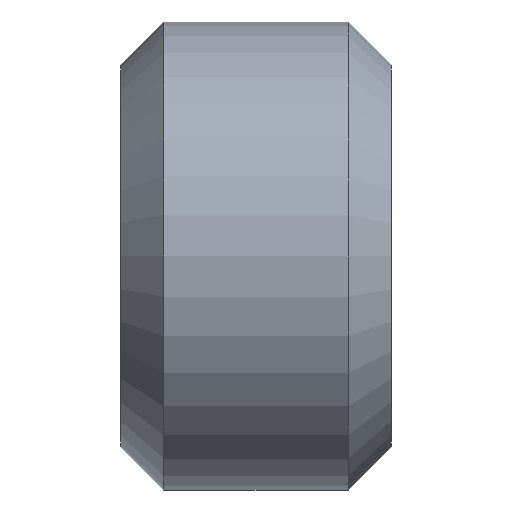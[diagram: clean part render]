
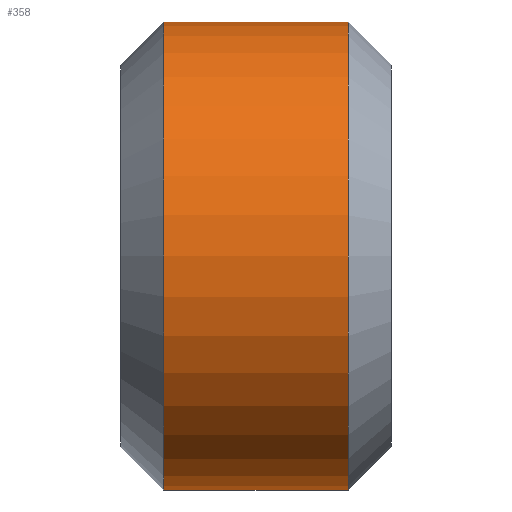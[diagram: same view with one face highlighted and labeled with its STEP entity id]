
A CAD part, front view. The second image highlights one B-rep face of the part: STEP entity #358.
In plain terms, the highlighted cylindrical face has radius 7.615 mm (diameter 15.23 mm), a full revolution.
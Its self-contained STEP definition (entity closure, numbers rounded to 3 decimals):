
#56=LINE('',#652,#68);
#68=VECTOR('',#540,7.615);
#79=CYLINDRICAL_SURFACE('',#423,7.615);
#100=FACE_OUTER_BOUND('',#132,.T.);
#132=EDGE_LOOP('',(#306,#307,#308,#309,#310,#311));
#165=CIRCLE('',#420,7.615);
#166=CIRCLE('',#421,7.615);
#168=CIRCLE('',#424,7.615);
#169=CIRCLE('',#425,7.615);
#193=VERTEX_POINT('',#640);
#194=VERTEX_POINT('',#641);
#196=VERTEX_POINT('',#648);
#197=VERTEX_POINT('',#649);
#231=EDGE_CURVE('',#193,#194,#165,.T.);
#232=EDGE_CURVE('',#194,#193,#166,.T.);
#235=EDGE_CURVE('',#196,#197,#168,.T.);
#236=EDGE_CURVE('',#197,#196,#169,.T.);
#237=EDGE_CURVE('',#197,#194,#56,.T.);
#306=ORIENTED_EDGE('',*,*,#235,.F.);
#307=ORIENTED_EDGE('',*,*,#236,.F.);
#308=ORIENTED_EDGE('',*,*,#237,.T.);
#309=ORIENTED_EDGE('',*,*,#231,.F.);
#310=ORIENTED_EDGE('',*,*,#232,.F.);
#311=ORIENTED_EDGE('',*,*,#237,.F.);
#358=ADVANCED_FACE('',(#100),#79,.T.);
#420=AXIS2_PLACEMENT_3D('',#642,#527,#528);
#421=AXIS2_PLACEMENT_3D('',#643,#529,#530);
#423=AXIS2_PLACEMENT_3D('',#647,#534,#535);
#424=AXIS2_PLACEMENT_3D('',#650,#536,#537);
#425=AXIS2_PLACEMENT_3D('',#651,#538,#539);
#527=DIRECTION('center_axis',(1.,0.,0.));
#528=DIRECTION('ref_axis',(0.,0.,-1.));
#529=DIRECTION('center_axis',(1.,0.,0.));
#530=DIRECTION('ref_axis',(0.,0.,-1.));
#534=DIRECTION('center_axis',(-1.,0.,0.));
#535=DIRECTION('ref_axis',(0.,0.,1.));
#536=DIRECTION('center_axis',(-1.,0.,0.));
#537=DIRECTION('ref_axis',(0.,0.,-1.));
#538=DIRECTION('center_axis',(-1.,0.,0.));
#539=DIRECTION('ref_axis',(0.,0.,-1.));
#540=DIRECTION('',(1.,0.,0.));
#640=CARTESIAN_POINT('',(7.4,0.,7.615));
#641=CARTESIAN_POINT('',(7.4,0.,-7.615));
#642=CARTESIAN_POINT('Origin',(7.4,0.,0.));
#643=CARTESIAN_POINT('Origin',(7.4,0.,0.));
#647=CARTESIAN_POINT('Origin',(4.4,0.,0.));
#648=CARTESIAN_POINT('',(1.4,0.,7.615));
#649=CARTESIAN_POINT('',(1.4,0.,-7.615));
#650=CARTESIAN_POINT('Origin',(1.4,0.,0.));
#651=CARTESIAN_POINT('Origin',(1.4,0.,0.));
#652=CARTESIAN_POINT('',(4.4,0.,-7.615));
